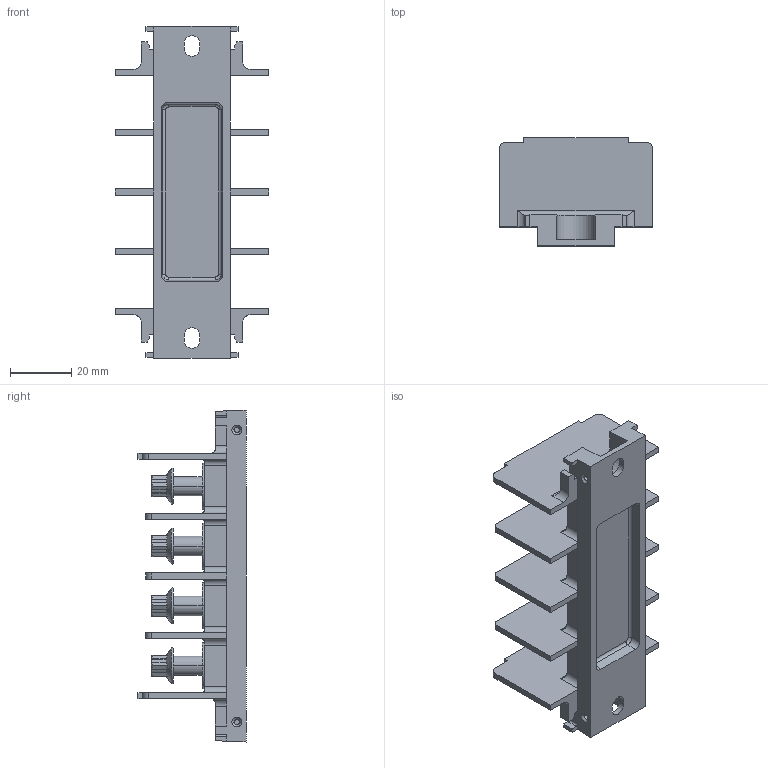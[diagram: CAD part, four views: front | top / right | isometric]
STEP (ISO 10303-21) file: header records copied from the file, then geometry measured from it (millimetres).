
FILE_DESCRIPTION((''),'2;1');
FILE_NAME('32406043002','2020-07-30T',('presta_be4'),(''),'CREO PARAMETRIC BY PTC INC, 2018360','CREO PARAMETRIC BY PTC INC, 2018360','');
FILE_SCHEMA(('CONFIG_CONTROL_DESIGN'));
Length unit declared in the file: millimetre
Products named in the file (1): 32406043002
Bounding box: 50 x 35.2 x 108.2 mm (x, y, z)
Volume: 40359.2 mm3; surface area: 25003.2 mm2
Topology: 1 solids, 1 shells, 411 faces, 1116 edges, 726 vertices
Faces by surface type: plane 233, cylinder 114, cone 52, torus 8, bspline 4
Entity records: 13976 total; most frequent: CARTESIAN_POINT 3789, ORIENTED_EDGE 2224, DIRECTION 1978, EDGE_CURVE 1112, VERTEX_POINT 726, AXIS2_PLACEMENT_3D 683, VECTOR 612, LINE 612
